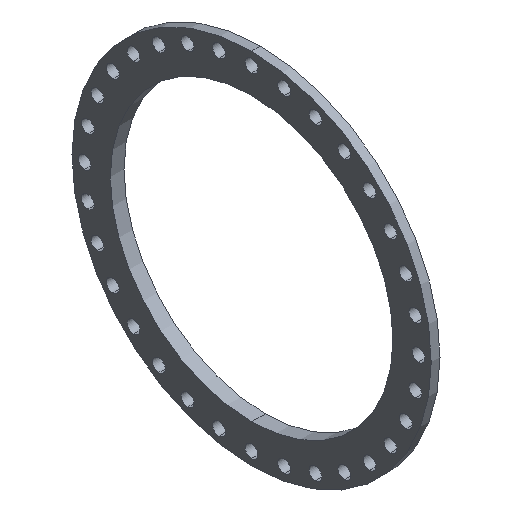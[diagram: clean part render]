
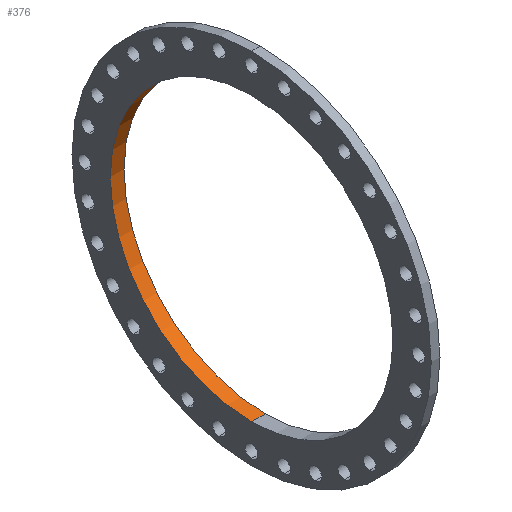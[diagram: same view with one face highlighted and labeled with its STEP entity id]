
A CAD part, isometric view. The second image highlights one B-rep face of the part: STEP entity #376.
In plain terms, the highlighted cylindrical face has radius 459.581 mm (diameter 919.162 mm), a partial arc.
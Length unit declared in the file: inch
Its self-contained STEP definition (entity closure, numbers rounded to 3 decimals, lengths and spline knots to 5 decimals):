
#247 = VERTEX_POINT ( 'NONE', #558 ) ;
#261 = DIRECTION ( 'NONE',  ( 0., 0., 1. ) ) ;
#376 = ADVANCED_FACE ( 'NONE', ( #598 ), #1683, .F. ) ;
#399 = DIRECTION ( 'NONE',  ( -1., 0., 0. ) ) ;
#422 = DIRECTION ( 'NONE',  ( 0., 0., 1. ) ) ;
#470 = CARTESIAN_POINT ( 'NONE',  ( -0.13764, 0., 0. ) ) ;
#558 = CARTESIAN_POINT ( 'NONE',  ( -0.13764, 0., -18.09375 ) ) ;
#598 = FACE_OUTER_BOUND ( 'NONE', #1835, .T. ) ;
#612 = DIRECTION ( 'NONE',  ( -1., 0., 0. ) ) ;
#625 = AXIS2_PLACEMENT_3D ( 'NONE', #1302, #1886, #2746 ) ;
#651 = VERTEX_POINT ( 'NONE', #728 ) ;
#728 = CARTESIAN_POINT ( 'NONE',  ( 1.61236, 0., -18.09375 ) ) ;
#884 = AXIS2_PLACEMENT_3D ( 'NONE', #1272, #1882, #422 ) ;
#895 = ORIENTED_EDGE ( 'NONE', *, *, #2750, .F. ) ;
#1033 = VECTOR ( 'NONE', #399, 39.37008 ) ;
#1213 = CARTESIAN_POINT ( 'NONE',  ( 1.61236, 0., 18.09375 ) ) ;
#1272 = CARTESIAN_POINT ( 'NONE',  ( 0., 0., 0. ) ) ;
#1288 = VECTOR ( 'NONE', #612, 39.37008 ) ;
#1302 = CARTESIAN_POINT ( 'NONE',  ( 1.61236, 0., 0. ) ) ;
#1310 = DIRECTION ( 'NONE',  ( -1., 0., 0. ) ) ;
#1378 = AXIS2_PLACEMENT_3D ( 'NONE', #470, #1310, #261 ) ;
#1497 = CARTESIAN_POINT ( 'NONE',  ( 0., 0., 18.09375 ) ) ;
#1504 = EDGE_CURVE ( 'NONE', #1769, #1984, #2733, .T. ) ;
#1542 = CARTESIAN_POINT ( 'NONE',  ( -0.13764, 0., 18.09375 ) ) ;
#1615 = EDGE_CURVE ( 'NONE', #1769, #651, #1829, .T. ) ;
#1683 = CYLINDRICAL_SURFACE ( 'NONE', #884, 18.09375 ) ;
#1769 = VERTEX_POINT ( 'NONE', #1213 ) ;
#1829 = CIRCLE ( 'NONE', #625, 18.09375 ) ;
#1835 = EDGE_LOOP ( 'NONE', ( #895, #1871, #1865, #2041 ) ) ;
#1865 = ORIENTED_EDGE ( 'NONE', *, *, #1504, .T. ) ;
#1871 = ORIENTED_EDGE ( 'NONE', *, *, #1615, .F. ) ;
#1882 = DIRECTION ( 'NONE',  ( -1., 0., 0. ) ) ;
#1886 = DIRECTION ( 'NONE',  ( -1., 0., 0. ) ) ;
#1984 = VERTEX_POINT ( 'NONE', #1542 ) ;
#2015 = CIRCLE ( 'NONE', #1378, 18.09375 ) ;
#2041 = ORIENTED_EDGE ( 'NONE', *, *, #2124, .T. ) ;
#2103 = LINE ( 'NONE', #2302, #1033 ) ;
#2124 = EDGE_CURVE ( 'NONE', #1984, #247, #2015, .T. ) ;
#2302 = CARTESIAN_POINT ( 'NONE',  ( 0., 0., -18.09375 ) ) ;
#2733 = LINE ( 'NONE', #1497, #1288 ) ;
#2746 = DIRECTION ( 'NONE',  ( 0., 0., 1. ) ) ;
#2750 = EDGE_CURVE ( 'NONE', #651, #247, #2103, .T. ) ;
